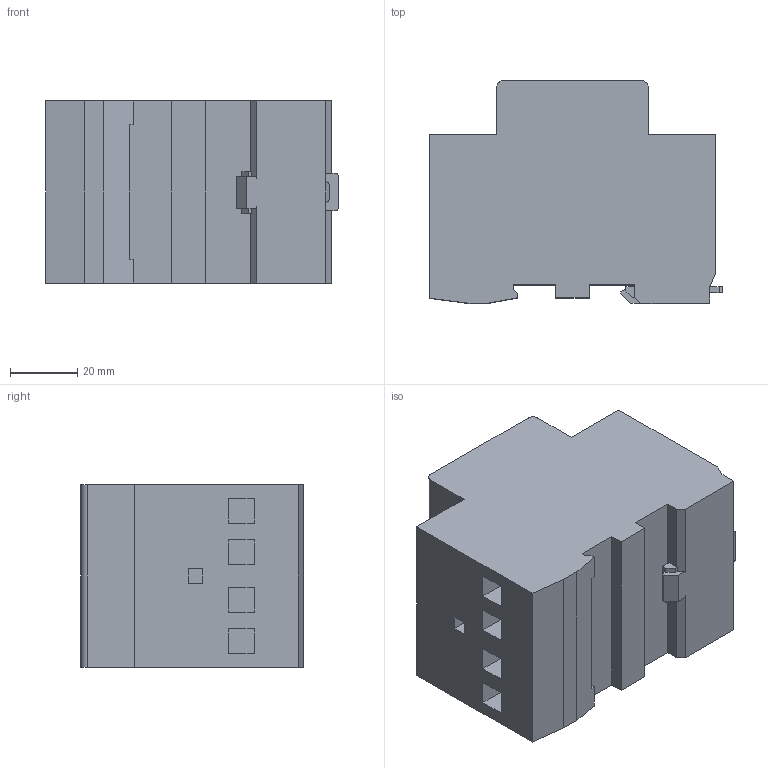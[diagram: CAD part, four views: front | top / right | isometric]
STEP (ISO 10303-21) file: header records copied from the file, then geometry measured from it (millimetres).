
FILE_DESCRIPTION (( 'STEP AP214' ), '1' );
FILE_NAME ('01.03.05 Êîíòàêòîð ìîäóëüíûé ÊÌ25-40 AC_DC ÈÝÊ.STEP', '2017-03-22T08:47:24', ( 'user' ), ( '' ), 'SwSTEP 2.0', 'SolidWorks 2014', '' );
FILE_SCHEMA (( 'AUTOMOTIVE_DESIGN' ));
Length unit declared in the file: millimetre
Products named in the file (1): 01.03.05 Êîíòàêòîð ìîäóëüíûé ÊÌ25-40 AC_DC ÈÝÊ
Bounding box: 86.9 x 66.1 x 54 mm (x, y, z)
Volume: 251848.8 mm3; surface area: 30479.3 mm2
Topology: 1 solids, 1 shells, 142 faces, 361 edges, 240 vertices
Faces by surface type: plane 124, cylinder 18
Full cylindrical faces by diameter (mm): 5.2 x2, 6.8 x8
Entity records: 4213 total; most frequent: CARTESIAN_POINT 734, ORIENTED_EDGE 702, DIRECTION 673, EDGE_CURVE 351, LINE 315, VECTOR 315, VERTEX_POINT 240, AXIS2_PLACEMENT_3D 179
